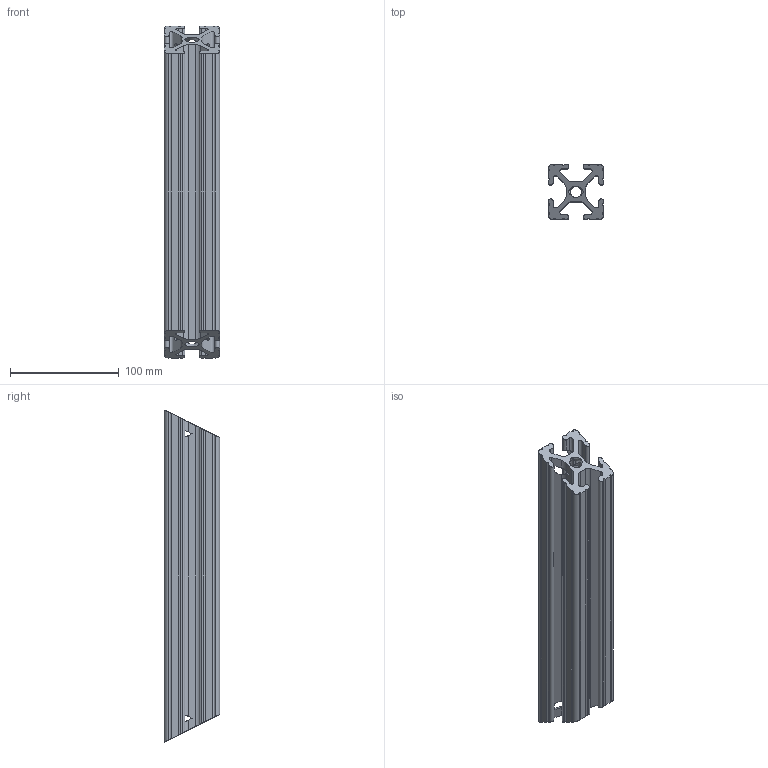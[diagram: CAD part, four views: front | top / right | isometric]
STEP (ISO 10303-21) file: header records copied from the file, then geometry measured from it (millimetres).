
FILE_DESCRIPTION(/* description */ (''),/* implementation_level */ '2;1');
FILE_NAME(/* name */ '1 x 1 x 12 Diagonal Brace v2.step',/* time_stamp */ '2023-03-01T11:05:46-05:00',/* author */ (''),/* organization */ (''),/* preprocessor_version */ 'ST-DEVELOPER v19.2',/* originating_system */ 'Autodesk Translation Framework v11.17.0.187',/* authorisation */ '');
FILE_SCHEMA (('AUTOMOTIVE_DESIGN { 1 0 10303 214 3 1 1 }'));
Length unit declared in the file: inch
Products named in the file (1): 1 x 1 x 12 Diagonal Brace
Bounding box: 50.8 x 50.8 x 304.8 mm (x, y, z)
Volume: 307303.6 mm3; surface area: 125692.9 mm2
Topology: 1 solids, 1 shells, 137 faces, 441 edges, 294 vertices
Faces by surface type: cylinder 69, plane 64, bspline 4
Full cylindrical faces by diameter (mm): 10.414 x1
Entity records: 5610 total; most frequent: CARTESIAN_POINT 1619, ORIENTED_EDGE 882, DIRECTION 819, EDGE_CURVE 441, VERTEX_POINT 294, AXIS2_PLACEMENT_3D 292, LINE 235, VECTOR 235
